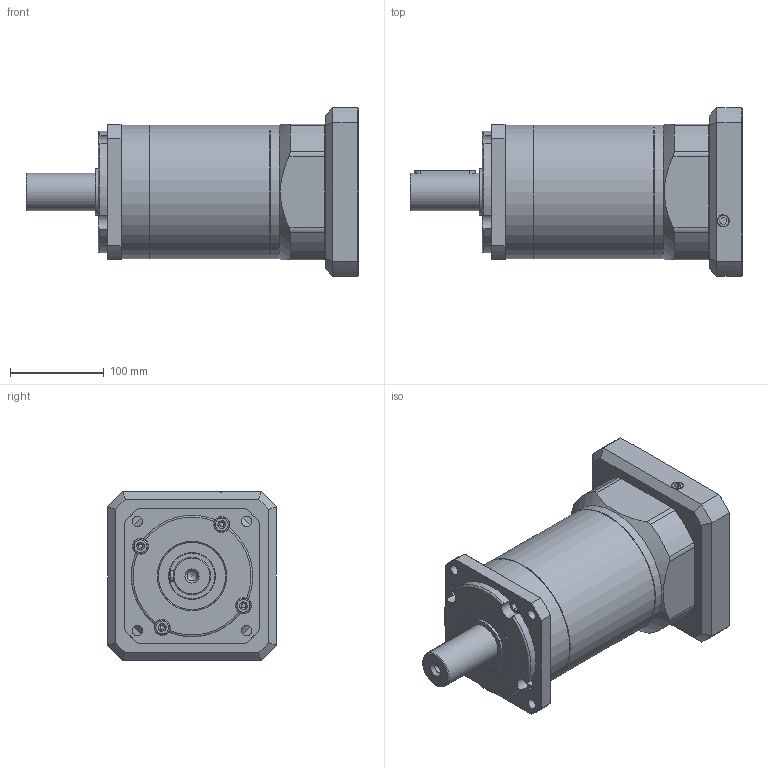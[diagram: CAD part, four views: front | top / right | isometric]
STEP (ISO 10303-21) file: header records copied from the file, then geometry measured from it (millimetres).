
FILE_DESCRIPTION((''),'2;1');
FILE_NAME('KFB-145-2(LB114.3).stp','2012-02-15T13:44:17',('young'),(''),'Autodesk Inventor 2012','Autodesk Inventor 2012','');
FILE_SCHEMA(('AUTOMOTIVE_DESIGN { 1 0 10303 214 1 1 1 1 }'));
Length unit declared in the file: millimetre
Products named in the file (1): KFB-145-2(LB114
Bounding box: 354.7 x 180 x 180 mm (x, y, z)
Volume: 3895828.9 mm3; surface area: 532902 mm2
Topology: 25 solids, 25 shells, 941 faces, 2272 edges, 1452 vertices
Faces by surface type: plane 459, cylinder 285, cone 145, bspline 32, torus 20
Full cylindrical faces by diameter (mm): 1.135 x1, 8.5 x12, 8.6 x1, 10 x13, 10.2 x5, 10.5 x4, 11 x13, 11.125 x2, 13 x2, 16 x13, 17 x4, 35.2 x1, 40 x1, 44.9 x1, 48.2 x1, 49.8 x2, 50 x3, 72 x4, 82 x1, 90 x1, 100 x1, 108 x1, 110 x2, 114.3 x1, 120 x1, 143 x3
Entity records: 27319 total; most frequent: CARTESIAN_POINT 5893, DIRECTION 4549, ORIENTED_EDGE 4084, EDGE_CURVE 2042, AXIS2_PLACEMENT_3D 1771, VERTEX_POINT 1407, EDGE_LOOP 1245, VECTOR 1007
